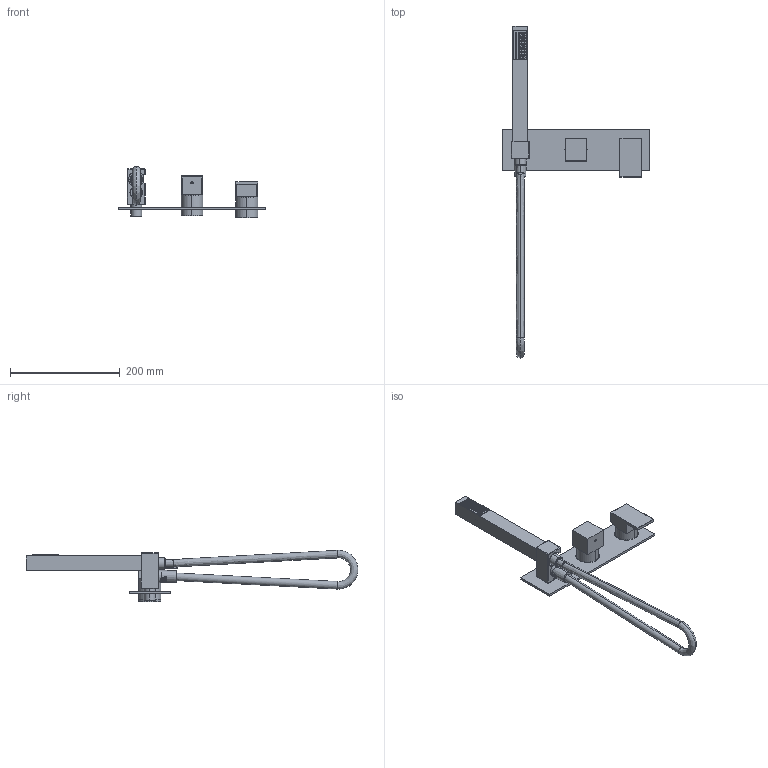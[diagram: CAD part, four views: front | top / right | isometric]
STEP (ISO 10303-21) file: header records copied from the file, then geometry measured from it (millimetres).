
FILE_DESCRIPTION (( 'STEP AP214' ), '1' );
FILE_NAME ('QUA.0015 3D.STEP', '2023-05-16T08:18:17', ( '' ), ( '' ), 'SwSTEP 2.0', 'SolidWorks 2022', '' );
FILE_SCHEMA (( 'AUTOMOTIVE_DESIGN' ));
Length unit declared in the file: millimetre
Products named in the file (14): Espelho Horizontal; 0004-PERNO_4X2,5X3MM_000000000000; suporte QUADRADO; 0004-MANIPULO_ESTRIADO inversor_000000000000; 0004-CHUVEIRO_MAO_QUADRADO_000000000000; QUA.0015 3D; Perno M4x0.5; manipulo duche; 0001-CASQUILHO_TOMADA_AGUA_G1-2_000000000000; 0001-CASQUILHO_Ø40x38MM_000000000000; tampa perno; 0001-FLEXIVEL_TOMADA_ÁGUA_CILINDRICA_LATERAL_PARA_MON_2_SAIDAS_000000000000; 0001-CASQUILHO_Ø40x38MM_NAO_DEFINIDO_01_000000000000; Tapa cartucho Ø37x10 para quadrada
Assembly tree (14 placements, depth 2):
  QUA.0015 3D
    Perno M4x0.5
    tampa perno
    Espelho Horizontal
    0001-CASQUILHO_Ø40x38MM_NAO_DEFINIDO_01_000000000000
    0001-CASQUILHO_TOMADA_AGUA_G1-2_000000000000
    0004-CHUVEIRO_MAO_QUADRADO_000000000000
    manipulo duche
    0004-MANIPULO_ESTRIADO inversor_000000000000
    Tapa cartucho Ø37x10 para quadrada
    0001-CASQUILHO_Ø40x38MM_000000000000
    0004-PERNO_4X2,5X3MM_000000000000  x2
    0001-FLEXIVEL_TOMADA_ÁGUA_CILINDRICA_LATERAL_PARA_MON_2_SAIDAS_000000000000
    suporte QUADRADO
Bounding box: 270 x 605.87 x 93.57 mm (x, y, z)
Volume: 472089.1 mm3; surface area: 176920 mm2
Topology: 14 solids, 15 shells, 624 faces, 1469 edges, 914 vertices
Faces by surface type: cylinder 273, plane 235, bspline 70, cone 46
Entity records: 23715 total; most frequent: CARTESIAN_POINT 9763, DIRECTION 2772, ORIENTED_EDGE 2746, EDGE_CURVE 1373, AXIS2_PLACEMENT_3D 1071, VERTEX_POINT 869, EDGE_LOOP 686, LINE 630
